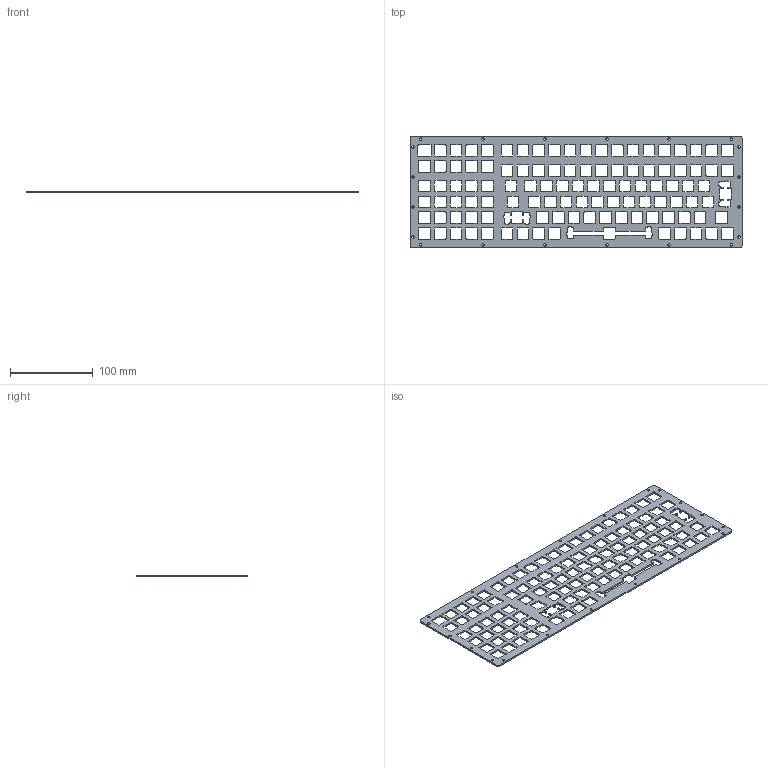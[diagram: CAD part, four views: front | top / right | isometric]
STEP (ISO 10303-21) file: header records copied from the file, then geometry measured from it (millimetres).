
FILE_DESCRIPTION(/* description */ (''),/* implementation_level */ '2;1');
FILE_NAME(/* name */ 'CasePlateDefault.step',/* time_stamp */ '2022-10-29T16:53:48+09:00',/* author */ (''),/* organization */ (''),/* preprocessor_version */ 'ST-DEVELOPER v19.2',/* originating_system */ 'Autodesk Translation Framework v11.17.0.187',/* authorisation */ '');
FILE_SCHEMA (('AUTOMOTIVE_DESIGN { 1 0 10303 214 3 1 1 }'));
Length unit declared in the file: millimetre
Products named in the file (1): CasePlateDefault
Bounding box: 401.76 x 135.06 x 2 mm (x, y, z)
Volume: 63195.3 mm3; surface area: 78543.4 mm2
Topology: 1 solids, 1 shells, 1078 faces, 3228 edges, 2152 vertices
Faces by surface type: plane 530, bspline 528, cylinder 20
Full cylindrical faces by diameter (mm): 3 x20
Entity records: 39413 total; most frequent: CARTESIAN_POINT 13443, ORIENTED_EDGE 6456, DIRECTION 3314, EDGE_CURVE 3228, VERTEX_POINT 2152, LINE 2132, VECTOR 2132, EDGE_LOOP 1338
